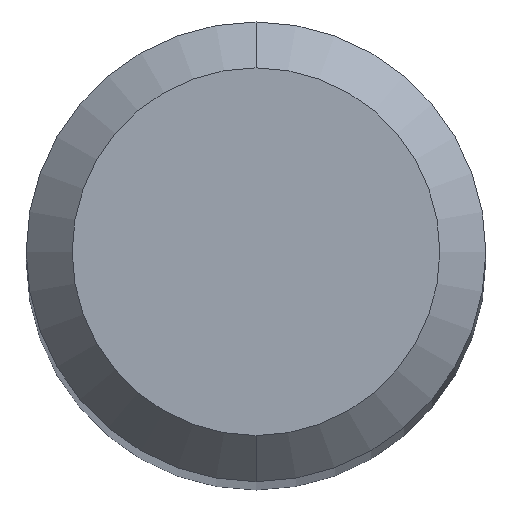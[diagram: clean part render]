
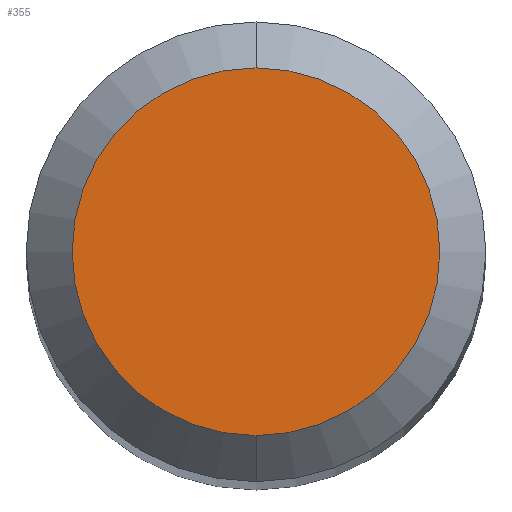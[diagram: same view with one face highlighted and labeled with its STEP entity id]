
A CAD part, top view. The second image highlights one B-rep face of the part: STEP entity #355.
In plain terms, the highlighted planar face has unit normal (0, 0, 1).
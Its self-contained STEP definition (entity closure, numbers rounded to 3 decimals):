
#269=VERTEX_POINT('',#587);
#299=EDGE_CURVE('',#269,#341,#621,.T.);
#323=EDGE_CURVE('',#341,#269,#647,.T.);
#341=VERTEX_POINT('',#665);
#355=ADVANCED_FACE('',(#681),#682,.T.);
#587=CARTESIAN_POINT('',(0.,-1.2,0.0));
#621=CIRCLE('',#1053,1.2);
#647=CIRCLE('',#1149,1.2);
#665=CARTESIAN_POINT('',(0.0,1.2,0.0));
#681=FACE_OUTER_BOUND('',#1219,.T.);
#682=PLANE('',#1220);
#1053=AXIS2_PLACEMENT_3D('',#1610,#1611,#1612);
#1149=AXIS2_PLACEMENT_3D('',#1636,#1637,#1638);
#1219=EDGE_LOOP('',(#1663,#1664));
#1220=AXIS2_PLACEMENT_3D('',#1665,#1666,#1667);
#1610=CARTESIAN_POINT('',(0.0,0.0,0.0));
#1611=DIRECTION('',(0.0,0.0,-1.0));
#1612=DIRECTION('',(0.0,1.0,0.0));
#1636=CARTESIAN_POINT('',(0.0,0.0,0.0));
#1637=DIRECTION('',(0.0,0.0,-1.0));
#1638=DIRECTION('',(0.0,1.0,0.0));
#1663=ORIENTED_EDGE('',*,*,#323,.F.);
#1664=ORIENTED_EDGE('',*,*,#299,.F.);
#1665=CARTESIAN_POINT('',(0.0,0.6,0.0));
#1666=DIRECTION('',(-0.0,0.0,1.0));
#1667=DIRECTION('',(0.0,-1.0,0.0));
